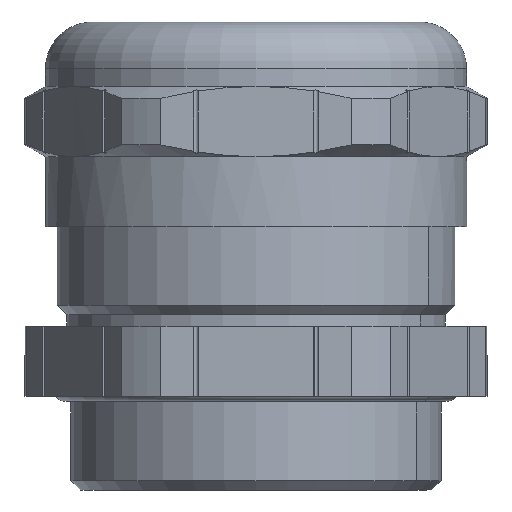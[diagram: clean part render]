
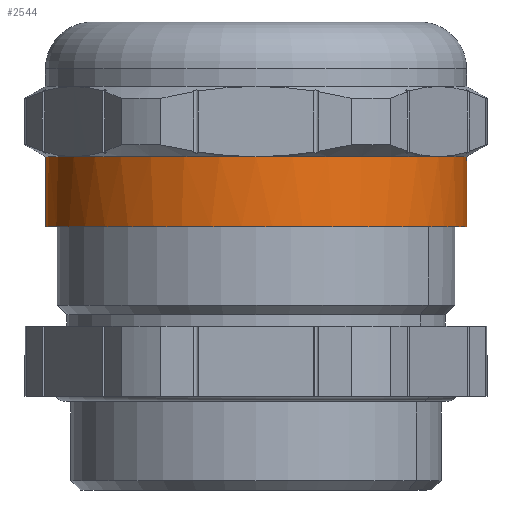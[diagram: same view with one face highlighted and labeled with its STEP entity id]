
A CAD part, front view. The second image highlights one B-rep face of the part: STEP entity #2544.
In plain terms, the highlighted cylindrical face has radius 18 mm (diameter 36 mm), a partial arc.
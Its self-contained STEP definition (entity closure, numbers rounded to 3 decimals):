
#2507=AXIS2_PLACEMENT_3D('Cylinder Axis2P3D',#2504,#2505,#2506) ;
#2511=AXIS2_PLACEMENT_3D('Circle Axis2P3D',#2509,#2510,$) ;
#2518=AXIS2_PLACEMENT_3D('Circle Axis2P3D',#2516,#2517,$) ;
#2525=AXIS2_PLACEMENT_3D('Circle Axis2P3D',#2523,#2524,$) ;
#2532=AXIS2_PLACEMENT_3D('Circle Axis2P3D',#2530,#2531,$) ;
#2361=CARTESIAN_POINT('Vertex',(37.75,18.,22.5)) ;
#2363=CARTESIAN_POINT('Vertex',(1.75,18.,22.5)) ;
#2367=CARTESIAN_POINT('Control Point',(1.75,18.,22.5)) ;
#2368=CARTESIAN_POINT('Control Point',(1.75,16.337,22.5)) ;
#2369=CARTESIAN_POINT('Control Point',(1.942,14.675,22.5)) ;
#2370=CARTESIAN_POINT('Control Point',(2.326,13.041,22.5)) ;
#2371=CARTESIAN_POINT('Control Point',(3.464,9.893,22.5)) ;
#2372=CARTESIAN_POINT('Control Point',(5.29,7.087,22.5)) ;
#2373=CARTESIAN_POINT('Control Point',(6.362,5.796,22.5)) ;
#2374=CARTESIAN_POINT('Control Point',(8.783,3.485,22.5)) ;
#2375=CARTESIAN_POINT('Control Point',(11.668,1.787,22.5)) ;
#2376=CARTESIAN_POINT('Control Point',(13.203,1.109,22.5)) ;
#2377=CARTESIAN_POINT('Control Point',(16.401,0.119,22.5)) ;
#2378=CARTESIAN_POINT('Control Point',(19.74,-0.116,22.5)) ;
#2379=CARTESIAN_POINT('Control Point',(21.416,-0.039,22.5)) ;
#2380=CARTESIAN_POINT('Control Point',(24.72,0.5,22.5)) ;
#2381=CARTESIAN_POINT('Control Point',(27.814,1.778,22.5)) ;
#2382=CARTESIAN_POINT('Control Point',(29.28,2.594,22.5)) ;
#2383=CARTESIAN_POINT('Control Point',(31.998,4.548,22.5)) ;
#2384=CARTESIAN_POINT('Control Point',(34.198,7.071,22.5)) ;
#2385=CARTESIAN_POINT('Control Point',(35.147,8.455,22.5)) ;
#2386=CARTESIAN_POINT('Control Point',(36.554,11.122,22.5)) ;
#2387=CARTESIAN_POINT('Control Point',(37.38,14.015,22.5)) ;
#2388=CARTESIAN_POINT('Control Point',(37.627,15.334,22.5)) ;
#2389=CARTESIAN_POINT('Control Point',(37.75,16.667,22.5)) ;
#2390=CARTESIAN_POINT('Control Point',(37.75,18.,22.5)) ;
#2454=CARTESIAN_POINT('Line Origine',(37.75,18.,27.5)) ;
#2458=CARTESIAN_POINT('Vertex',(37.75,18.,28.493)) ;
#2461=CARTESIAN_POINT('Line Origine',(1.75,18.,27.5)) ;
#2465=CARTESIAN_POINT('Vertex',(1.75,18.,28.493)) ;
#2504=CARTESIAN_POINT('Axis2P3D Location',(19.75,18.,27.5)) ;
#2509=CARTESIAN_POINT('Axis2P3D Location',(19.75,18.,28.493)) ;
#2513=CARTESIAN_POINT('Vertex',(35.338,9.,28.493)) ;
#2516=CARTESIAN_POINT('Axis2P3D Location',(19.75,18.,28.493)) ;
#2520=CARTESIAN_POINT('Vertex',(19.75,0.,28.493)) ;
#2523=CARTESIAN_POINT('Axis2P3D Location',(19.75,18.,28.493)) ;
#2527=CARTESIAN_POINT('Vertex',(4.162,9.,28.493)) ;
#2530=CARTESIAN_POINT('Axis2P3D Location',(19.75,18.,28.493)) ;
#2455=DIRECTION('Vector Direction',(0.,0.,-1.)) ;
#2462=DIRECTION('Vector Direction',(0.,0.,-1.)) ;
#2505=DIRECTION('Axis2P3D Direction',(0.,0.,-1.)) ;
#2506=DIRECTION('Axis2P3D XDirection',(1.,0.,0.)) ;
#2510=DIRECTION('Axis2P3D Direction',(0.,0.,-1.)) ;
#2517=DIRECTION('Axis2P3D Direction',(0.,0.,-1.)) ;
#2524=DIRECTION('Axis2P3D Direction',(0.,0.,-1.)) ;
#2531=DIRECTION('Axis2P3D Direction',(0.,0.,-1.)) ;
#2456=VECTOR('Line Direction',#2455,1.) ;
#2463=VECTOR('Line Direction',#2462,1.) ;
#2536=ORIENTED_EDGE('',*,*,#2467,.T.) ;
#2537=ORIENTED_EDGE('',*,*,#2391,.T.) ;
#2538=ORIENTED_EDGE('',*,*,#2460,.T.) ;
#2539=ORIENTED_EDGE('',*,*,#2515,.F.) ;
#2540=ORIENTED_EDGE('',*,*,#2522,.T.) ;
#2541=ORIENTED_EDGE('',*,*,#2529,.F.) ;
#2542=ORIENTED_EDGE('',*,*,#2534,.F.) ;
#2544=ADVANCED_FACE('Hauptk\X2\00F6\X0\rper',(#2543),#2508,.T.) ;
#2366=B_SPLINE_CURVE_WITH_KNOTS('',5,(#2367,#2368,#2369,#2370,#2371,#2372,#2373,#2374,#2375,#2376,#2377,#2378,#2379,#2380,#2381,#2382,#2383,#2384,#2385,#2386,#2387,#2388,#2389,#2390),.UNSPECIFIED.,.F.,.U.,(6,3,3,3,3,3,3,6),(0.,11.782,23.564,35.346,47.128,58.91,70.692,80.14),.UNSPECIFIED.) ;
#2512=CIRCLE('generated circle',#2511,18.) ;
#2519=CIRCLE('generated circle',#2518,18.) ;
#2526=CIRCLE('generated circle',#2525,18.) ;
#2533=CIRCLE('generated circle',#2532,18.) ;
#2508=CYLINDRICAL_SURFACE('generated cylinder',#2507,18.) ;
#2391=EDGE_CURVE('',#2364,#2362,#2366,.T.) ;
#2460=EDGE_CURVE('',#2362,#2459,#2457,.F.) ;
#2467=EDGE_CURVE('',#2466,#2364,#2464,.T.) ;
#2515=EDGE_CURVE('',#2514,#2459,#2512,.F.) ;
#2522=EDGE_CURVE('',#2514,#2521,#2519,.T.) ;
#2529=EDGE_CURVE('',#2528,#2521,#2526,.F.) ;
#2534=EDGE_CURVE('',#2466,#2528,#2533,.F.) ;
#2535=EDGE_LOOP('',(#2536,#2537,#2538,#2539,#2540,#2541,#2542)) ;
#2543=FACE_OUTER_BOUND('',#2535,.T.) ;
#2457=LINE('Line',#2454,#2456) ;
#2464=LINE('Line',#2461,#2463) ;
#2362=VERTEX_POINT('',#2361) ;
#2364=VERTEX_POINT('',#2363) ;
#2459=VERTEX_POINT('',#2458) ;
#2466=VERTEX_POINT('',#2465) ;
#2514=VERTEX_POINT('',#2513) ;
#2521=VERTEX_POINT('',#2520) ;
#2528=VERTEX_POINT('',#2527) ;
